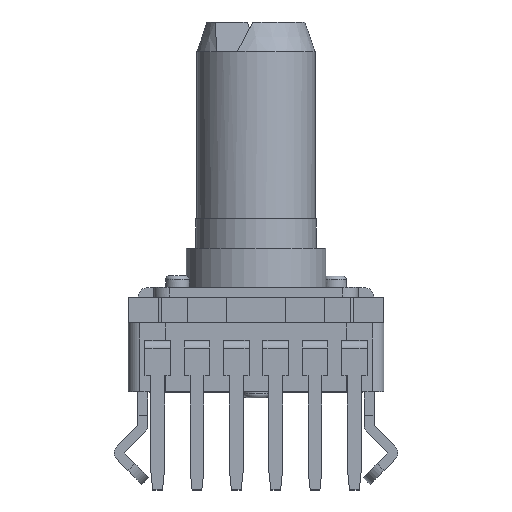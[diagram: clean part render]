
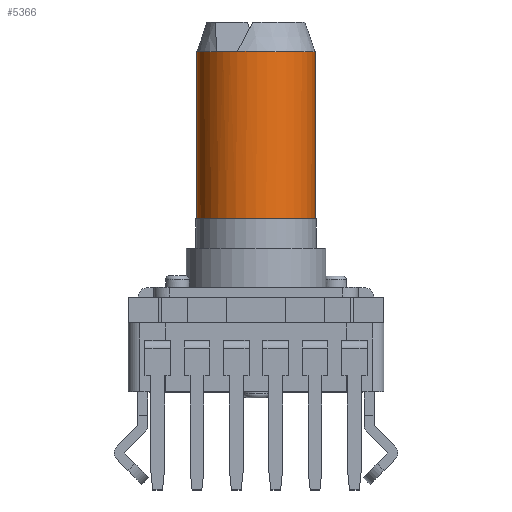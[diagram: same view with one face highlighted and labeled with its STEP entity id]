
A CAD part, top view. The second image highlights one B-rep face of the part: STEP entity #5366.
In plain terms, the highlighted cylindrical face has radius 3 mm (diameter 6 mm), a full revolution.
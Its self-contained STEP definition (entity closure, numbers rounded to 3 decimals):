
#23=FACE_BOUND('',#536,.T.);
#57=CYLINDRICAL_SURFACE('',#5666,3.);
#116=CIRCLE('',#5651,3.);
#118=CIRCLE('',#5655,3.);
#119=CIRCLE('',#5658,3.);
#121=CIRCLE('',#5665,3.);
#122=CIRCLE('',#5667,3.);
#244=FACE_OUTER_BOUND('',#535,.T.);
#535=EDGE_LOOP('',(#3514,#3515,#3516,#3517,#3518,#3519));
#536=EDGE_LOOP('',(#3520));
#870=LINE('',#7577,#1525);
#871=LINE('',#7578,#1526);
#1525=VECTOR('',#6093,5.5);
#1526=VECTOR('',#6094,5.5);
#2169=VERTEX_POINT('',#7532);
#2173=VERTEX_POINT('',#7543);
#2178=VERTEX_POINT('',#7559);
#2179=VERTEX_POINT('',#7570);
#2180=VERTEX_POINT('',#7571);
#2181=VERTEX_POINT('',#7575);
#2183=VERTEX_POINT('',#7593);
#2693=EDGE_CURVE('',#2173,#2169,#116,.T.);
#2700=EDGE_CURVE('',#2178,#2173,#118,.T.);
#2704=EDGE_CURVE('',#2179,#2180,#119,.T.);
#2707=EDGE_CURVE('',#2178,#2180,#870,.T.);
#2708=EDGE_CURVE('',#2181,#2179,#871,.T.);
#2712=EDGE_CURVE('',#2181,#2169,#121,.T.);
#2713=EDGE_CURVE('',#2183,#2183,#122,.T.);
#3514=ORIENTED_EDGE('',*,*,#2707,.F.);
#3515=ORIENTED_EDGE('',*,*,#2700,.T.);
#3516=ORIENTED_EDGE('',*,*,#2693,.T.);
#3517=ORIENTED_EDGE('',*,*,#2712,.F.);
#3518=ORIENTED_EDGE('',*,*,#2708,.T.);
#3519=ORIENTED_EDGE('',*,*,#2704,.T.);
#3520=ORIENTED_EDGE('',*,*,#2713,.T.);
#5366=ADVANCED_FACE('',(#244,#23),#57,.T.);
#5651=AXIS2_PLACEMENT_3D('',#7544,#6067,#6068);
#5655=AXIS2_PLACEMENT_3D('',#7560,#6079,#6080);
#5658=AXIS2_PLACEMENT_3D('',#7572,#6087,#6088);
#5665=AXIS2_PLACEMENT_3D('',#7591,#6106,#6107);
#5666=AXIS2_PLACEMENT_3D('',#7592,#6108,#6109);
#5667=AXIS2_PLACEMENT_3D('',#7594,#6110,#6111);
#6067=DIRECTION('center_axis',(0.,-1.,0.));
#6068=DIRECTION('ref_axis',(-0.317,0.,0.949));
#6079=DIRECTION('center_axis',(0.,-1.,0.));
#6080=DIRECTION('ref_axis',(1.,0.,0.));
#6087=DIRECTION('center_axis',(0.,-1.,0.));
#6088=DIRECTION('ref_axis',(-0.5,0.,-0.866));
#6093=DIRECTION('',(0.,-1.,0.));
#6094=DIRECTION('',(0.,-1.,0.));
#6106=DIRECTION('center_axis',(0.,1.,0.));
#6107=DIRECTION('ref_axis',(-1.,0.,0.));
#6108=DIRECTION('center_axis',(0.,-1.,0.));
#6109=DIRECTION('ref_axis',(-1.,0.,0.));
#6110=DIRECTION('center_axis',(0.,1.,0.));
#6111=DIRECTION('ref_axis',(-1.,0.,0.));
#7532=CARTESIAN_POINT('',(-1.989,17.3,2.246));
#7543=CARTESIAN_POINT('',(-0.95,17.3,2.846));
#7544=CARTESIAN_POINT('Origin',(0.,17.3,0.));
#7559=CARTESIAN_POINT('',(3.,17.3,0.));
#7560=CARTESIAN_POINT('Origin',(0.,17.3,0.));
#7570=CARTESIAN_POINT('',(-1.5,11.8,-2.598));
#7571=CARTESIAN_POINT('',(3.,11.8,0.));
#7572=CARTESIAN_POINT('Origin',(0.,11.8,0.));
#7575=CARTESIAN_POINT('',(-1.5,17.3,-2.598));
#7577=CARTESIAN_POINT('',(3.,17.3,0.));
#7578=CARTESIAN_POINT('',(-1.5,17.3,-2.598));
#7591=CARTESIAN_POINT('Origin',(0.,17.3,0.));
#7592=CARTESIAN_POINT('Origin',(0.,14.55,0.));
#7593=CARTESIAN_POINT('',(3.,8.8,0.));
#7594=CARTESIAN_POINT('Origin',(0.,8.8,0.));
